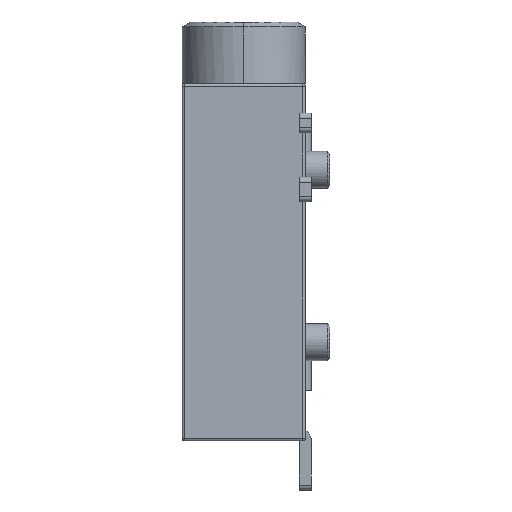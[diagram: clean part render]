
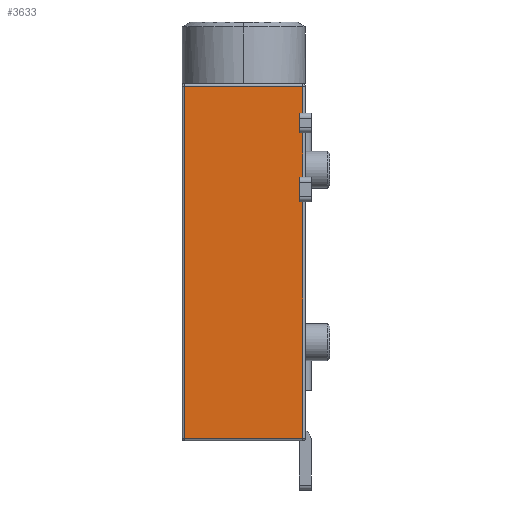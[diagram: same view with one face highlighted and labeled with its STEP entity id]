
A CAD part, left-side view. The second image highlights one B-rep face of the part: STEP entity #3633.
In plain terms, the highlighted planar face has unit normal (-1, 0, 0).
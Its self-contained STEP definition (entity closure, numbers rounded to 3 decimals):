
#34 = VERTEX_POINT ( 'NONE', #2910 ) ;
#148 = ORIENTED_EDGE ( 'NONE', *, *, #3489, .T. ) ;
#179 = CARTESIAN_POINT ( 'NONE',  ( -3., -2.4, -4.8 ) ) ;
#231 = CARTESIAN_POINT ( 'NONE',  ( -3., -2.75, -3.8 ) ) ;
#287 = DIRECTION ( 'NONE',  ( 0., 1., 0. ) ) ;
#448 = DIRECTION ( 'NONE',  ( 0., 0., 1. ) ) ;
#468 = ORIENTED_EDGE ( 'NONE', *, *, #3037, .T. ) ;
#502 = EDGE_CURVE ( 'NONE', #2554, #1060, #1718, .T. ) ;
#525 = CARTESIAN_POINT ( 'NONE',  ( -3., -2.4, -0.1 ) ) ;
#550 = CARTESIAN_POINT ( 'NONE',  ( -3., 2.4, -0.1 ) ) ;
#562 = ORIENTED_EDGE ( 'NONE', *, *, #2853, .T. ) ;
#585 = EDGE_CURVE ( 'NONE', #2554, #2266, #1886, .T. ) ;
#613 = CARTESIAN_POINT ( 'NONE',  ( -3., -2.4, -14.5 ) ) ;
#645 = DIRECTION ( 'NONE',  ( 0., 0., 1. ) ) ;
#667 = EDGE_CURVE ( 'NONE', #2266, #34, #1711, .T. ) ;
#690 = DIRECTION ( 'NONE',  ( 0., 1., 0. ) ) ;
#816 = CARTESIAN_POINT ( 'NONE',  ( -3., -2.4, -14.4 ) ) ;
#865 = FACE_OUTER_BOUND ( 'NONE', #2389, .T. ) ;
#940 = CARTESIAN_POINT ( 'NONE',  ( -3., 2.4, -14.4 ) ) ;
#975 = CARTESIAN_POINT ( 'NONE',  ( -3., -2.25, -1.2 ) ) ;
#1060 = VERTEX_POINT ( 'NONE', #1586 ) ;
#1089 = VERTEX_POINT ( 'NONE', #940 ) ;
#1119 = DIRECTION ( 'NONE',  ( -1., 0., 0. ) ) ;
#1121 = CARTESIAN_POINT ( 'NONE',  ( -3., -2.75, -2. ) ) ;
#1187 = EDGE_CURVE ( 'NONE', #2575, #1060, #1250, .T. ) ;
#1228 = VECTOR ( 'NONE', #3170, 1000. ) ;
#1250 = LINE ( 'NONE', #1270, #2790 ) ;
#1270 = CARTESIAN_POINT ( 'NONE',  ( -3., -2.25, -3.8 ) ) ;
#1310 = CARTESIAN_POINT ( 'NONE',  ( -3., -2.5, -14.4 ) ) ;
#1314 = ORIENTED_EDGE ( 'NONE', *, *, #1187, .T. ) ;
#1345 = LINE ( 'NONE', #3439, #2493 ) ;
#1388 = DIRECTION ( 'NONE',  ( 0., 1., 0. ) ) ;
#1418 = CARTESIAN_POINT ( 'NONE',  ( -3., 2.5, -14.5 ) ) ;
#1420 = VECTOR ( 'NONE', #2452, 1000. ) ;
#1496 = VERTEX_POINT ( 'NONE', #550 ) ;
#1586 = CARTESIAN_POINT ( 'NONE',  ( -3., -2.25, -3.8 ) ) ;
#1711 = LINE ( 'NONE', #1121, #1788 ) ;
#1718 = LINE ( 'NONE', #231, #2705 ) ;
#1788 = VECTOR ( 'NONE', #3528, 1000. ) ;
#1886 = LINE ( 'NONE', #1904, #3197 ) ;
#1899 = EDGE_CURVE ( 'NONE', #1496, #1089, #2555, .T. ) ;
#1904 = CARTESIAN_POINT ( 'NONE',  ( -3., -2.4, -14.5 ) ) ;
#1981 = LINE ( 'NONE', #1310, #1228 ) ;
#2058 = VERTEX_POINT ( 'NONE', #3732 ) ;
#2067 = VERTEX_POINT ( 'NONE', #975 ) ;
#2070 = PLANE ( 'NONE',  #3640 ) ;
#2085 = ORIENTED_EDGE ( 'NONE', *, *, #2237, .F. ) ;
#2134 = CARTESIAN_POINT ( 'NONE',  ( -3., -2.75, -1.2 ) ) ;
#2187 = EDGE_CURVE ( 'NONE', #3228, #1496, #3224, .T. ) ;
#2237 = EDGE_CURVE ( 'NONE', #2058, #2067, #3669, .T. ) ;
#2266 = VERTEX_POINT ( 'NONE', #3365 ) ;
#2293 = DIRECTION ( 'NONE',  ( 0., 0., 1. ) ) ;
#2337 = VECTOR ( 'NONE', #3820, 1000. ) ;
#2370 = CARTESIAN_POINT ( 'NONE',  ( -3., -2.25, -4.8 ) ) ;
#2389 = EDGE_LOOP ( 'NONE', ( #1314, #2956, #3670, #3267, #148, #2085, #468, #3124, #3008, #3891, #562, #3638 ) ) ;
#2427 = CARTESIAN_POINT ( 'NONE',  ( -3., -2.4, -3.8 ) ) ;
#2436 = CARTESIAN_POINT ( 'NONE',  ( -3., -2.4, -14.5 ) ) ;
#2452 = DIRECTION ( 'NONE',  ( 0., 0., 1. ) ) ;
#2474 = DIRECTION ( 'NONE',  ( 0., 0., 1. ) ) ;
#2493 = VECTOR ( 'NONE', #690, 1000. ) ;
#2526 = VECTOR ( 'NONE', #1388, 1000. ) ;
#2554 = VERTEX_POINT ( 'NONE', #2427 ) ;
#2555 = LINE ( 'NONE', #3263, #2337 ) ;
#2575 = VERTEX_POINT ( 'NONE', #2370 ) ;
#2672 = CARTESIAN_POINT ( 'NONE',  ( -3., -2.25, -1.2 ) ) ;
#2705 = VECTOR ( 'NONE', #3855, 1000. ) ;
#2790 = VECTOR ( 'NONE', #2474, 1000. ) ;
#2853 = EDGE_CURVE ( 'NONE', #2974, #3114, #3355, .T. ) ;
#2910 = CARTESIAN_POINT ( 'NONE',  ( -3., -2.25, -2. ) ) ;
#2935 = LINE ( 'NONE', #2672, #2951 ) ;
#2951 = VECTOR ( 'NONE', #2293, 1000. ) ;
#2956 = ORIENTED_EDGE ( 'NONE', *, *, #502, .F. ) ;
#2974 = VERTEX_POINT ( 'NONE', #816 ) ;
#3008 = ORIENTED_EDGE ( 'NONE', *, *, #1899, .T. ) ;
#3037 = EDGE_CURVE ( 'NONE', #2058, #3228, #3111, .T. ) ;
#3108 = EDGE_CURVE ( 'NONE', #1089, #2974, #1981, .T. ) ;
#3111 = LINE ( 'NONE', #613, #3456 ) ;
#3114 = VERTEX_POINT ( 'NONE', #179 ) ;
#3124 = ORIENTED_EDGE ( 'NONE', *, *, #2187, .T. ) ;
#3170 = DIRECTION ( 'NONE',  ( 0., -1., 0. ) ) ;
#3197 = VECTOR ( 'NONE', #448, 1000. ) ;
#3224 = LINE ( 'NONE', #3869, #2526 ) ;
#3228 = VERTEX_POINT ( 'NONE', #525 ) ;
#3263 = CARTESIAN_POINT ( 'NONE',  ( -3., 2.4, -14.5 ) ) ;
#3267 = ORIENTED_EDGE ( 'NONE', *, *, #667, .T. ) ;
#3355 = LINE ( 'NONE', #2436, #1420 ) ;
#3365 = CARTESIAN_POINT ( 'NONE',  ( -3., -2.4, -2. ) ) ;
#3421 = EDGE_CURVE ( 'NONE', #3114, #2575, #1345, .T. ) ;
#3436 = VECTOR ( 'NONE', #287, 1000. ) ;
#3439 = CARTESIAN_POINT ( 'NONE',  ( -3., -2.75, -4.8 ) ) ;
#3456 = VECTOR ( 'NONE', #645, 1000. ) ;
#3489 = EDGE_CURVE ( 'NONE', #34, #2067, #2935, .T. ) ;
#3528 = DIRECTION ( 'NONE',  ( 0., 1., 0. ) ) ;
#3547 = DIRECTION ( 'NONE',  ( 0., -1., 0. ) ) ;
#3633 = ADVANCED_FACE ( 'NONE', ( #865 ), #2070, .T. ) ;
#3638 = ORIENTED_EDGE ( 'NONE', *, *, #3421, .T. ) ;
#3640 = AXIS2_PLACEMENT_3D ( 'NONE', #1418, #1119, #3547 ) ;
#3669 = LINE ( 'NONE', #2134, #3436 ) ;
#3670 = ORIENTED_EDGE ( 'NONE', *, *, #585, .T. ) ;
#3732 = CARTESIAN_POINT ( 'NONE',  ( -3., -2.4, -1.2 ) ) ;
#3820 = DIRECTION ( 'NONE',  ( 0., 0., -1. ) ) ;
#3855 = DIRECTION ( 'NONE',  ( 0., 1., 0. ) ) ;
#3869 = CARTESIAN_POINT ( 'NONE',  ( -3., 2.5, -0.1 ) ) ;
#3891 = ORIENTED_EDGE ( 'NONE', *, *, #3108, .T. ) ;
